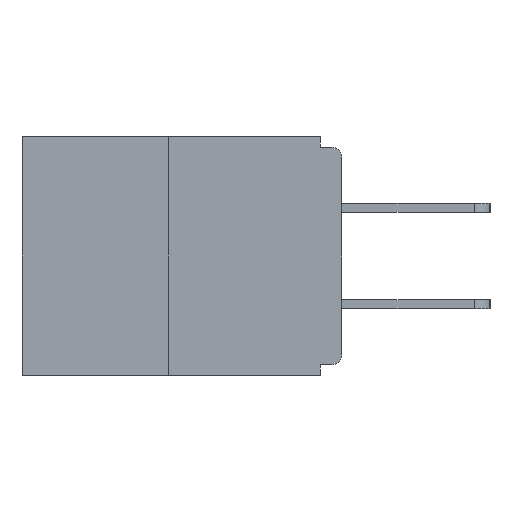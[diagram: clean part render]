
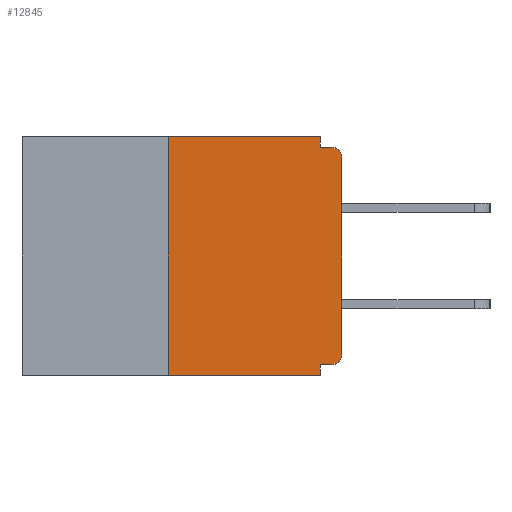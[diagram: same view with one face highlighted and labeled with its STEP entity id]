
A CAD part, left-side view. The second image highlights one B-rep face of the part: STEP entity #12845.
In plain terms, the highlighted planar face has unit normal (-1, 0, 0).
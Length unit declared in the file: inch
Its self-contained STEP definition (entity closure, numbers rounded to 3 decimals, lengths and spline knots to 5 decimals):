
#40 = VERTEX_POINT ( 'NONE', #5394 ) ;
#417 = CARTESIAN_POINT ( 'NONE',  ( 0., 0.46, 0. ) ) ;
#624 = DIRECTION ( 'NONE',  ( 0., 0., -1. ) ) ;
#827 = ORIENTED_EDGE ( 'NONE', *, *, #8395, .T. ) ;
#880 = LINE ( 'NONE', #10961, #1380 ) ;
#899 = VERTEX_POINT ( 'NONE', #3669 ) ;
#976 = CARTESIAN_POINT ( 'NONE',  ( 0., 0., -0.313 ) ) ;
#1050 = EDGE_CURVE ( 'NONE', #40, #899, #8409, .T. ) ;
#1380 = VECTOR ( 'NONE', #4639, 39.37008 ) ;
#1493 = DIRECTION ( 'NONE',  ( 1., 0., 0. ) ) ;
#1705 = CARTESIAN_POINT ( 'NONE',  ( 0., 0.46, -0.343 ) ) ;
#1907 = CARTESIAN_POINT ( 'NONE',  ( 0., 0.46, 0. ) ) ;
#2119 = LINE ( 'NONE', #1705, #12362 ) ;
#2134 = VERTEX_POINT ( 'NONE', #7779 ) ;
#2198 = EDGE_LOOP ( 'NONE', ( #6028, #11530, #6996, #8778, #2716, #5828, #827, #3016, #3974, #3157 ) ) ;
#2479 = PLANE ( 'NONE',  #10608 ) ;
#2630 = VECTOR ( 'NONE', #6293, 39.37008 ) ;
#2698 = DIRECTION ( 'NONE',  ( 0., -1., 0. ) ) ;
#2716 = ORIENTED_EDGE ( 'NONE', *, *, #13471, .F. ) ;
#2808 = DIRECTION ( 'NONE',  ( 0., 0., -1. ) ) ;
#2851 = VECTOR ( 'NONE', #13092, 39.37008 ) ;
#3016 = ORIENTED_EDGE ( 'NONE', *, *, #12687, .T. ) ;
#3157 = ORIENTED_EDGE ( 'NONE', *, *, #8718, .F. ) ;
#3331 = VERTEX_POINT ( 'NONE', #7518 ) ;
#3669 = CARTESIAN_POINT ( 'NONE',  ( 0., 0.031, -0.343 ) ) ;
#3778 = CARTESIAN_POINT ( 'NONE',  ( 0., 0., 0. ) ) ;
#3974 = ORIENTED_EDGE ( 'NONE', *, *, #9634, .F. ) ;
#4363 = EDGE_CURVE ( 'NONE', #2134, #11762, #6168, .T. ) ;
#4639 = DIRECTION ( 'NONE',  ( 0., 0., 1. ) ) ;
#4826 = VERTEX_POINT ( 'NONE', #9521 ) ;
#4999 = DIRECTION ( 'NONE',  ( 0., -1., 0. ) ) ;
#5190 = AXIS2_PLACEMENT_3D ( 'NONE', #13366, #12234, #2808 ) ;
#5394 = CARTESIAN_POINT ( 'NONE',  ( 0., 0.031, -0.328 ) ) ;
#5538 = DIRECTION ( 'NONE',  ( 0., 0., -1. ) ) ;
#5669 = CARTESIAN_POINT ( 'NONE',  ( 0., 0.015, -0.328 ) ) ;
#5692 = CIRCLE ( 'NONE', #8877, 0.015 ) ;
#5828 = ORIENTED_EDGE ( 'NONE', *, *, #8984, .T. ) ;
#5874 = CARTESIAN_POINT ( 'NONE',  ( 0., 0.015, -0.313 ) ) ;
#6028 = ORIENTED_EDGE ( 'NONE', *, *, #4363, .F. ) ;
#6073 = VERTEX_POINT ( 'NONE', #13406 ) ;
#6168 = LINE ( 'NONE', #1907, #10966 ) ;
#6257 = FACE_OUTER_BOUND ( 'NONE', #2198, .T. ) ;
#6293 = DIRECTION ( 'NONE',  ( 0., 1., 0. ) ) ;
#6648 = CARTESIAN_POINT ( 'NONE',  ( 0., 0., -0.015 ) ) ;
#6931 = DIRECTION ( 'NONE',  ( -1., 0., 0. ) ) ;
#6996 = ORIENTED_EDGE ( 'NONE', *, *, #13153, .T. ) ;
#7518 = CARTESIAN_POINT ( 'NONE',  ( 0., 0.25, -0.343 ) ) ;
#7779 = CARTESIAN_POINT ( 'NONE',  ( 0., 0.25, 0. ) ) ;
#8395 = EDGE_CURVE ( 'NONE', #10518, #6073, #8683, .T. ) ;
#8409 = LINE ( 'NONE', #13368, #11202 ) ;
#8441 = CIRCLE ( 'NONE', #5190, 0.015 ) ;
#8683 = LINE ( 'NONE', #3778, #12976 ) ;
#8718 = EDGE_CURVE ( 'NONE', #11762, #4826, #9347, .T. ) ;
#8733 = LINE ( 'NONE', #12630, #2630 ) ;
#8778 = ORIENTED_EDGE ( 'NONE', *, *, #1050, .F. ) ;
#8877 = AXIS2_PLACEMENT_3D ( 'NONE', #5874, #6931, #624 ) ;
#8984 = EDGE_CURVE ( 'NONE', #9198, #10518, #5692, .T. ) ;
#9186 = VERTEX_POINT ( 'NONE', #9882 ) ;
#9198 = VERTEX_POINT ( 'NONE', #5669 ) ;
#9347 = LINE ( 'NONE', #12992, #12453 ) ;
#9521 = CARTESIAN_POINT ( 'NONE',  ( 0., 0.031, -0.015 ) ) ;
#9634 = EDGE_CURVE ( 'NONE', #4826, #9186, #11603, .T. ) ;
#9684 = EDGE_CURVE ( 'NONE', #3331, #2134, #880, .T. ) ;
#9862 = DIRECTION ( 'NONE',  ( 0., 0., -1. ) ) ;
#9882 = CARTESIAN_POINT ( 'NONE',  ( 0., 0.015, -0.015 ) ) ;
#9913 = CARTESIAN_POINT ( 'NONE',  ( 0., 0.031, 0. ) ) ;
#10039 = DIRECTION ( 'NONE',  ( 0., 0., -1. ) ) ;
#10518 = VERTEX_POINT ( 'NONE', #976 ) ;
#10608 = AXIS2_PLACEMENT_3D ( 'NONE', #417, #1493, #5538 ) ;
#10961 = CARTESIAN_POINT ( 'NONE',  ( 0., 0.25, 0. ) ) ;
#10966 = VECTOR ( 'NONE', #4999, 39.37008 ) ;
#11202 = VECTOR ( 'NONE', #10039, 39.37008 ) ;
#11530 = ORIENTED_EDGE ( 'NONE', *, *, #9684, .F. ) ;
#11603 = LINE ( 'NONE', #6648, #2851 ) ;
#11762 = VERTEX_POINT ( 'NONE', #9913 ) ;
#12086 = DIRECTION ( 'NONE',  ( 0., 0., 1. ) ) ;
#12234 = DIRECTION ( 'NONE',  ( -1., 0., 0. ) ) ;
#12362 = VECTOR ( 'NONE', #2698, 39.37008 ) ;
#12453 = VECTOR ( 'NONE', #9862, 39.37008 ) ;
#12630 = CARTESIAN_POINT ( 'NONE',  ( 0., 0., -0.328 ) ) ;
#12687 = EDGE_CURVE ( 'NONE', #6073, #9186, #8441, .T. ) ;
#12845 = ADVANCED_FACE ( 'NONE', ( #6257 ), #2479, .F. ) ;
#12976 = VECTOR ( 'NONE', #12086, 39.37008 ) ;
#12992 = CARTESIAN_POINT ( 'NONE',  ( 0., 0.031, 0. ) ) ;
#13092 = DIRECTION ( 'NONE',  ( 0., -1., 0. ) ) ;
#13153 = EDGE_CURVE ( 'NONE', #3331, #899, #2119, .T. ) ;
#13366 = CARTESIAN_POINT ( 'NONE',  ( 0., 0.015, -0.03 ) ) ;
#13368 = CARTESIAN_POINT ( 'NONE',  ( 0., 0.031, -0.343 ) ) ;
#13406 = CARTESIAN_POINT ( 'NONE',  ( 0., 0., -0.03 ) ) ;
#13471 = EDGE_CURVE ( 'NONE', #9198, #40, #8733, .T. ) ;
